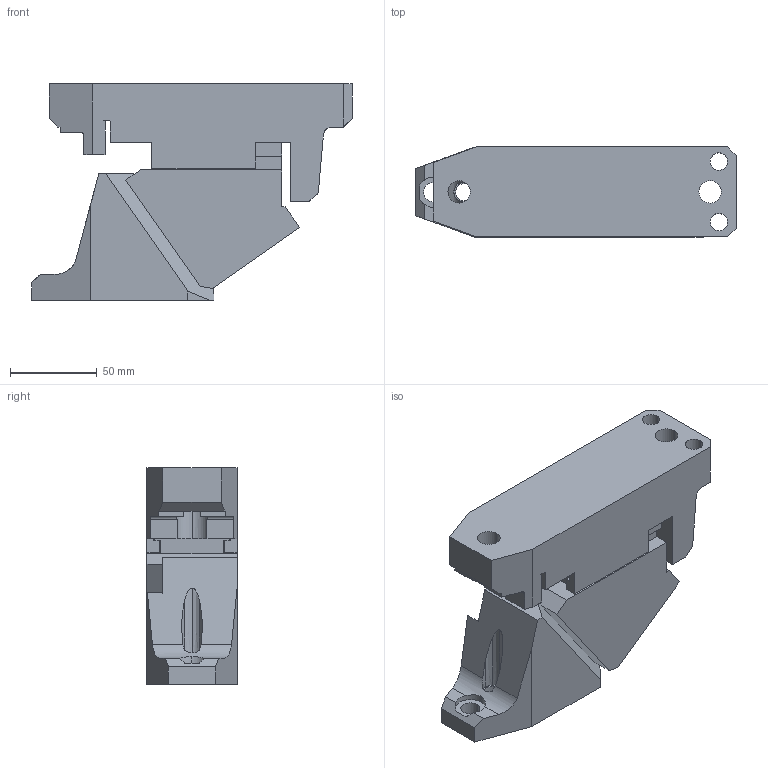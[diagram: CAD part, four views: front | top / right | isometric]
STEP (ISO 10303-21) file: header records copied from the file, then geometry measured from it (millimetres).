
FILE_DESCRIPTION(('CATIA V5 STEP Exchange'),'2;1');
FILE_NAME('CACS_52_55.stp','2015-04-21T07:11:14+00:00',('none'),('none'),'CATIA Version 5 Release 19 SP 2 (IN-10)','CATIA V5 STEP AP203','none');
FILE_SCHEMA(('CONFIG_CONTROL_DESIGN'));
Length unit declared in the file: millimetre
Products named in the file (1): CACS_52_55
Bounding box: 185 x 52 x 125 mm (x, y, z)
Volume: 699980.5 mm3; surface area: 105682.2 mm2
Topology: 3 solids, 3 shells, 177 faces, 512 edges, 344 vertices
Faces by surface type: plane 117, cylinder 43, bspline 17
Entity records: 6446 total; most frequent: CARTESIAN_POINT 2033, ORIENTED_EDGE 1024, DIRECTION 691, EDGE_CURVE 512, VERTEX_POINT 344, VECTOR 329, LINE 329, AXIS2_PLACEMENT_3D 215
